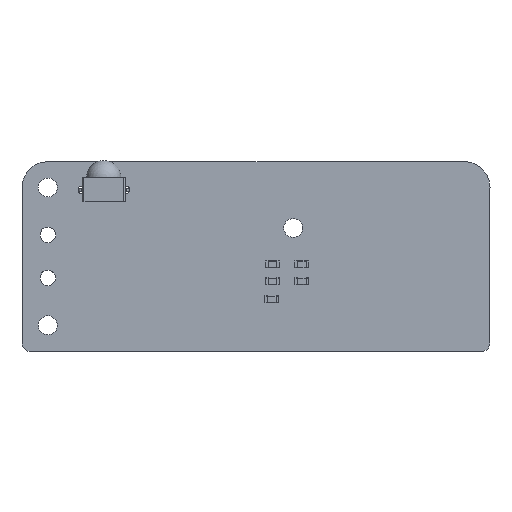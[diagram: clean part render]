
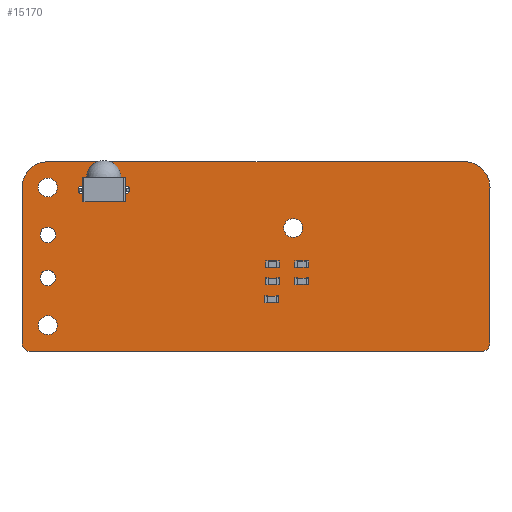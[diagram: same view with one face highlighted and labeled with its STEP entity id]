
A CAD part, top view. The second image highlights one B-rep face of the part: STEP entity #15170.
In plain terms, the highlighted planar face has unit normal (0, 0, 1).
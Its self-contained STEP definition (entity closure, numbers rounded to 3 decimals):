
#14909 = VERTEX_POINT('',#14910);
#14910 = CARTESIAN_POINT('',(201.35,-49.5,1.6));
#14916 = EDGE_CURVE('',#14909,#14917,#14919,.T.);
#14917 = VERTEX_POINT('',#14918);
#14918 = CARTESIAN_POINT('',(204.35,-52.5,1.6));
#14919 = CIRCLE('',#14920,3.);
#14920 = AXIS2_PLACEMENT_3D('',#14921,#14922,#14923);
#14921 = CARTESIAN_POINT('',(201.35,-52.5,1.6));
#14922 = DIRECTION('',(0.,0.,-1.));
#14923 = DIRECTION('',(0.,1.,0.));
#14951 = VERTEX_POINT('',#14952);
#14952 = CARTESIAN_POINT('',(153.,-49.5,1.6));
#14958 = EDGE_CURVE('',#14951,#14909,#14959,.T.);
#14959 = LINE('',#14960,#14961);
#14960 = CARTESIAN_POINT('',(153.,-49.5,1.6));
#14961 = VECTOR('',#14962,1.);
#14962 = DIRECTION('',(1.,0.,0.));
#14980 = EDGE_CURVE('',#14917,#14981,#14983,.T.);
#14981 = VERTEX_POINT('',#14982);
#14982 = CARTESIAN_POINT('',(204.343,-70.543,1.6));
#14983 = LINE('',#14984,#14985);
#14984 = CARTESIAN_POINT('',(204.35,-52.5,1.6));
#14985 = VECTOR('',#14986,1.);
#14986 = DIRECTION('',(0.,-1.,0.));
#15170 = ADVANCED_FACE('',(#15171,#15241,#15252,#15263,#15274,#15285,
    #15296,#15307,#15318),#15329,.T.);
#15171 = FACE_BOUND('',#15172,.T.);
#15172 = EDGE_LOOP('',(#15173,#15174,#15175,#15183,#15192,#15200,#15208,
    #15217,#15225,#15233,#15240));
#15173 = ORIENTED_EDGE('',*,*,#14916,.F.);
#15174 = ORIENTED_EDGE('',*,*,#14958,.F.);
#15175 = ORIENTED_EDGE('',*,*,#15176,.F.);
#15176 = EDGE_CURVE('',#15177,#14951,#15179,.T.);
#15177 = VERTEX_POINT('',#15178);
#15178 = CARTESIAN_POINT('',(152.832,-49.502,1.6));
#15179 = LINE('',#15180,#15181);
#15180 = CARTESIAN_POINT('',(152.832,-49.502,1.6));
#15181 = VECTOR('',#15182,1.);
#15182 = DIRECTION('',(1.,0.014,0.));
#15183 = ORIENTED_EDGE('',*,*,#15184,.F.);
#15184 = EDGE_CURVE('',#15185,#15177,#15187,.T.);
#15185 = VERTEX_POINT('',#15186);
#15186 = CARTESIAN_POINT('',(150.,-52.5,1.6));
#15187 = CIRCLE('',#15188,2.998);
#15188 = AXIS2_PLACEMENT_3D('',#15189,#15190,#15191);
#15189 = CARTESIAN_POINT('',(152.998,-52.496,1.6));
#15190 = DIRECTION('',(0.,0.,-1.));
#15191 = DIRECTION('',(-1.,-0.001,-0.));
#15192 = ORIENTED_EDGE('',*,*,#15193,.F.);
#15193 = EDGE_CURVE('',#15194,#15185,#15196,.T.);
#15194 = VERTEX_POINT('',#15195);
#15195 = CARTESIAN_POINT('',(150.007,-70.543,1.6));
#15196 = LINE('',#15197,#15198);
#15197 = CARTESIAN_POINT('',(150.007,-70.543,1.6));
#15198 = VECTOR('',#15199,1.);
#15199 = DIRECTION('',(0.,1.,0.));
#15200 = ORIENTED_EDGE('',*,*,#15201,.F.);
#15201 = EDGE_CURVE('',#15202,#15194,#15204,.T.);
#15202 = VERTEX_POINT('',#15203);
#15203 = CARTESIAN_POINT('',(150.009,-70.641,1.6));
#15204 = LINE('',#15205,#15206);
#15205 = CARTESIAN_POINT('',(150.009,-70.641,1.6));
#15206 = VECTOR('',#15207,1.);
#15207 = DIRECTION('',(-0.023,1.,0.));
#15208 = ORIENTED_EDGE('',*,*,#15209,.F.);
#15209 = EDGE_CURVE('',#15210,#15202,#15212,.T.);
#15210 = VERTEX_POINT('',#15211);
#15211 = CARTESIAN_POINT('',(151.007,-71.543,1.6));
#15212 = CIRCLE('',#15213,0.998);
#15213 = AXIS2_PLACEMENT_3D('',#15214,#15215,#15216);
#15214 = CARTESIAN_POINT('',(151.002,-70.545,1.6));
#15215 = DIRECTION('',(0.,0.,-1.));
#15216 = DIRECTION('',(0.005,-1.,0.));
#15217 = ORIENTED_EDGE('',*,*,#15218,.F.);
#15218 = EDGE_CURVE('',#15219,#15210,#15221,.T.);
#15219 = VERTEX_POINT('',#15220);
#15220 = CARTESIAN_POINT('',(203.343,-71.543,1.6));
#15221 = LINE('',#15222,#15223);
#15222 = CARTESIAN_POINT('',(203.343,-71.543,1.6));
#15223 = VECTOR('',#15224,1.);
#15224 = DIRECTION('',(-1.,0.,0.));
#15225 = ORIENTED_EDGE('',*,*,#15226,.F.);
#15226 = EDGE_CURVE('',#15227,#15219,#15229,.T.);
#15227 = VERTEX_POINT('',#15228);
#15228 = CARTESIAN_POINT('',(203.441,-71.541,1.6));
#15229 = LINE('',#15230,#15231);
#15230 = CARTESIAN_POINT('',(203.441,-71.541,1.6));
#15231 = VECTOR('',#15232,1.);
#15232 = DIRECTION('',(-1.,-0.023,0.));
#15233 = ORIENTED_EDGE('',*,*,#15234,.F.);
#15234 = EDGE_CURVE('',#14981,#15227,#15235,.T.);
#15235 = CIRCLE('',#15236,0.998);
#15236 = AXIS2_PLACEMENT_3D('',#15237,#15238,#15239);
#15237 = CARTESIAN_POINT('',(203.345,-70.548,1.6));
#15238 = DIRECTION('',(0.,0.,-1.));
#15239 = DIRECTION('',(1.,0.005,0.));
#15240 = ORIENTED_EDGE('',*,*,#14980,.F.);
#15241 = FACE_BOUND('',#15242,.T.);
#15242 = EDGE_LOOP('',(#15243));
#15243 = ORIENTED_EDGE('',*,*,#15244,.T.);
#15244 = EDGE_CURVE('',#15245,#15245,#15247,.T.);
#15245 = VERTEX_POINT('',#15246);
#15246 = CARTESIAN_POINT('',(153.,-69.6,1.6));
#15247 = CIRCLE('',#15248,1.1);
#15248 = AXIS2_PLACEMENT_3D('',#15249,#15250,#15251);
#15249 = CARTESIAN_POINT('',(153.,-68.5,1.6));
#15250 = DIRECTION('',(-0.,0.,-1.));
#15251 = DIRECTION('',(-0.,-1.,0.));
#15252 = FACE_BOUND('',#15253,.T.);
#15253 = EDGE_LOOP('',(#15254));
#15254 = ORIENTED_EDGE('',*,*,#15255,.T.);
#15255 = EDGE_CURVE('',#15256,#15256,#15258,.T.);
#15256 = VERTEX_POINT('',#15257);
#15257 = CARTESIAN_POINT('',(153.,-63.9,1.6));
#15258 = CIRCLE('',#15259,0.9);
#15259 = AXIS2_PLACEMENT_3D('',#15260,#15261,#15262);
#15260 = CARTESIAN_POINT('',(153.,-63.,1.6));
#15261 = DIRECTION('',(-0.,0.,-1.));
#15262 = DIRECTION('',(-0.,-1.,0.));
#15263 = FACE_BOUND('',#15264,.T.);
#15264 = EDGE_LOOP('',(#15265));
#15265 = ORIENTED_EDGE('',*,*,#15266,.T.);
#15266 = EDGE_CURVE('',#15267,#15267,#15269,.T.);
#15267 = VERTEX_POINT('',#15268);
#15268 = CARTESIAN_POINT('',(153.,-58.9,1.6));
#15269 = CIRCLE('',#15270,0.9);
#15270 = AXIS2_PLACEMENT_3D('',#15271,#15272,#15273);
#15271 = CARTESIAN_POINT('',(153.,-58.,1.6));
#15272 = DIRECTION('',(-0.,0.,-1.));
#15273 = DIRECTION('',(-0.,-1.,0.));
#15274 = FACE_BOUND('',#15275,.T.);
#15275 = EDGE_LOOP('',(#15276));
#15276 = ORIENTED_EDGE('',*,*,#15277,.T.);
#15277 = EDGE_CURVE('',#15278,#15278,#15280,.T.);
#15278 = VERTEX_POINT('',#15279);
#15279 = CARTESIAN_POINT('',(153.,-53.6,1.6));
#15280 = CIRCLE('',#15281,1.1);
#15281 = AXIS2_PLACEMENT_3D('',#15282,#15283,#15284);
#15282 = CARTESIAN_POINT('',(153.,-52.5,1.6));
#15283 = DIRECTION('',(-0.,0.,-1.));
#15284 = DIRECTION('',(-0.,-1.,0.));
#15285 = FACE_BOUND('',#15286,.T.);
#15286 = EDGE_LOOP('',(#15287));
#15287 = ORIENTED_EDGE('',*,*,#15288,.T.);
#15288 = EDGE_CURVE('',#15289,#15289,#15291,.T.);
#15289 = VERTEX_POINT('',#15290);
#15290 = CARTESIAN_POINT('',(156.96,-53.225,1.6));
#15291 = CIRCLE('',#15292,0.45);
#15292 = AXIS2_PLACEMENT_3D('',#15293,#15294,#15295);
#15293 = CARTESIAN_POINT('',(156.96,-52.775,1.6));
#15294 = DIRECTION('',(-0.,0.,-1.));
#15295 = DIRECTION('',(0.,-1.,-0.));
#15296 = FACE_BOUND('',#15297,.T.);
#15297 = EDGE_LOOP('',(#15298));
#15298 = ORIENTED_EDGE('',*,*,#15299,.T.);
#15299 = EDGE_CURVE('',#15300,#15300,#15302,.T.);
#15300 = VERTEX_POINT('',#15301);
#15301 = CARTESIAN_POINT('',(159.5,-53.225,1.6));
#15302 = CIRCLE('',#15303,0.45);
#15303 = AXIS2_PLACEMENT_3D('',#15304,#15305,#15306);
#15304 = CARTESIAN_POINT('',(159.5,-52.775,1.6));
#15305 = DIRECTION('',(-0.,0.,-1.));
#15306 = DIRECTION('',(-0.,-1.,0.));
#15307 = FACE_BOUND('',#15308,.T.);
#15308 = EDGE_LOOP('',(#15309));
#15309 = ORIENTED_EDGE('',*,*,#15310,.T.);
#15310 = EDGE_CURVE('',#15311,#15311,#15313,.T.);
#15311 = VERTEX_POINT('',#15312);
#15312 = CARTESIAN_POINT('',(162.04,-53.225,1.6));
#15313 = CIRCLE('',#15314,0.45);
#15314 = AXIS2_PLACEMENT_3D('',#15315,#15316,#15317);
#15315 = CARTESIAN_POINT('',(162.04,-52.775,1.6));
#15316 = DIRECTION('',(-0.,0.,-1.));
#15317 = DIRECTION('',(0.,-1.,0.));
#15318 = FACE_BOUND('',#15319,.T.);
#15319 = EDGE_LOOP('',(#15320));
#15320 = ORIENTED_EDGE('',*,*,#15321,.T.);
#15321 = EDGE_CURVE('',#15322,#15322,#15324,.T.);
#15322 = VERTEX_POINT('',#15323);
#15323 = CARTESIAN_POINT('',(181.5,-58.3,1.6));
#15324 = CIRCLE('',#15325,1.1);
#15325 = AXIS2_PLACEMENT_3D('',#15326,#15327,#15328);
#15326 = CARTESIAN_POINT('',(181.5,-57.2,1.6));
#15327 = DIRECTION('',(-0.,0.,-1.));
#15328 = DIRECTION('',(-0.,-1.,0.));
#15329 = PLANE('',#15330);
#15330 = AXIS2_PLACEMENT_3D('',#15331,#15332,#15333);
#15331 = CARTESIAN_POINT('',(0.,0.,1.6));
#15332 = DIRECTION('',(0.,0.,1.));
#15333 = DIRECTION('',(1.,0.,-0.));
